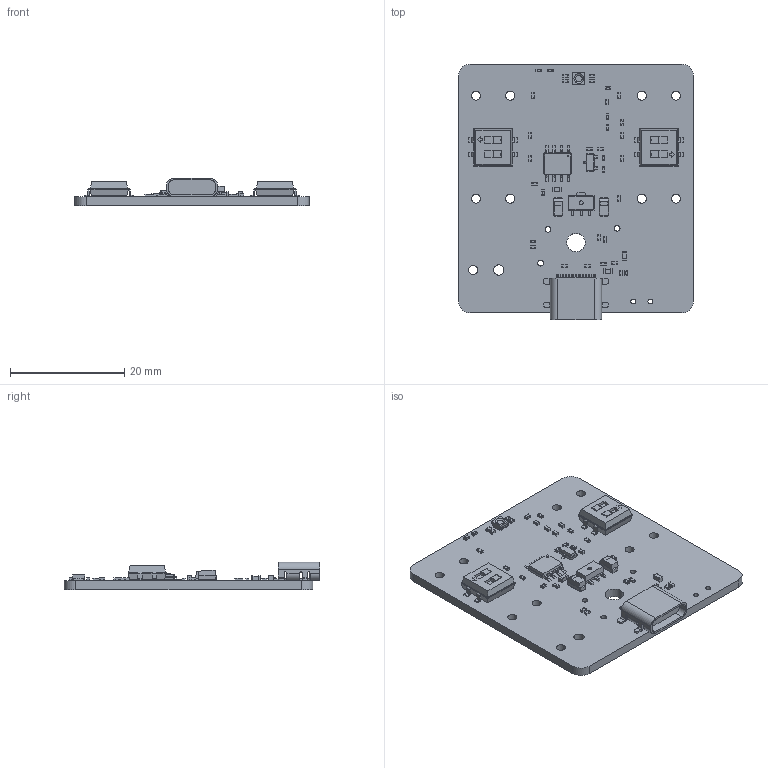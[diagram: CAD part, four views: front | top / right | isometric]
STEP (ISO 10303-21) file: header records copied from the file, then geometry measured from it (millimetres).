
FILE_DESCRIPTION(('KiCad electronic assembly'),'2;1');
FILE_NAME('ESP32-S2-PowerMeter.step','2021-07-19T21:12:59',('An Author') ,('A Company'),'Open CASCADE STEP processor 6.9', 'KiCad to STEP converter','Unknown');
FILE_SCHEMA(('AUTOMOTIVE_DESIGN { 1 0 10303 214 1 1 1 1 }'));
Length unit declared in the file: millimetre
Products named in the file (24): Open CASCADE STEP translator 6.9 1; C_0603_1608Metric; SOLID; C_0402_1005Metric; CP_EIA-3216-18_Kemet-A; FM-B2020RGBA-HG_v1; COMPOUND; L_0402_1005Metric; XUNPU_TYPEC_304S_ACP16_C720630; R_0402_1005Metric; SW_DIP_SPSTx02_Slide_6.7x6.64mm_W8.61mm_P2.54mm_LowProfile; SOT-89-3; SOT-23; HTSOP-8-1EP_3.9x4.9mm_P1.27mm_EP2.4x3.2mm
Assembly tree (58 placements, depth 3):
  Open CASCADE STEP translator 6.9 1
    C_0603_1608Metric  x3
      SOLID
    C_0402_1005Metric  x8
      SOLID
    CP_EIA-3216-18_Kemet-A  x2
      SOLID
    FM-B2020RGBA-HG_v1
      COMPOUND
    L_0402_1005Metric
      SOLID
    XUNPU_TYPEC_304S_ACP16_C720630
      SOLID
    R_0402_1005Metric  x25
      SOLID
    SW_DIP_SPSTx02_Slide_6.7x6.64mm_W8.61mm_P2.54mm_LowProfile  x2
      SOLID
    SOT-89-3
      SOLID
    SOT-23
      SOLID
    HTSOP-8-1EP_3.9x4.9mm_P1.27mm_EP2.4x3.2mm
      SOLID
    COMPOUND
Bounding box: 41 x 44.7 x 4.86 mm (x, y, z)
Volume: 3125.4 mm3; surface area: 4939.2 mm2
Topology: 51 solids, 51 shells, 1830 faces, 4773 edges, 3080 vertices
Faces by surface type: plane 1206, cylinder 510, bspline 109, torus 5
Full cylindrical faces by diameter (mm): 0.2 x1, 0.65 x2, 0.7 x1, 0.85 x2, 1 x3, 1.6 x9, 1.8 x1, 3.2 x1
Entity records: 60485 total; most frequent: CARTESIAN_POINT 14412, DIRECTION 7673, LINE 5189, VECTOR 5189, ORIENTED_EDGE 4176, PCURVE 4176, DEFINITIONAL_REPRESENTATION 4176, EDGE_CURVE 2088
